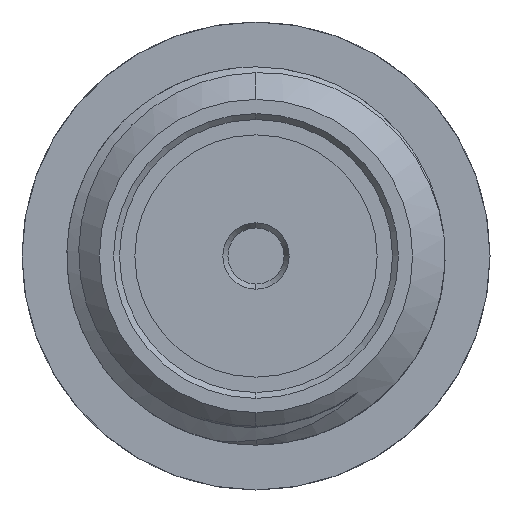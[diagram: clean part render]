
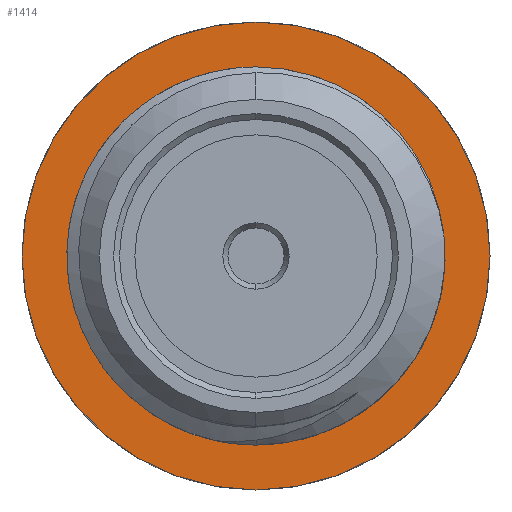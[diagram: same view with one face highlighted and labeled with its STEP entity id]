
A CAD part, left-side view. The second image highlights one B-rep face of the part: STEP entity #1414.
In plain terms, the highlighted planar face has unit normal (-1, 0, 0).
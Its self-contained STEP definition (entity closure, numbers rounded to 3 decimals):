
#100 = CIRCLE ( 'NONE', #3712, 3.96 ) ;
#215 = VERTEX_POINT ( 'NONE', #2371 ) ;
#347 = CARTESIAN_POINT ( 'NONE',  ( 8.02, 0., 3.96 ) ) ;
#435 = EDGE_CURVE ( 'NONE', #2332, #3607, #1766, .T. ) ;
#469 = VERTEX_POINT ( 'NONE', #568 ) ;
#568 = CARTESIAN_POINT ( 'NONE',  ( 8.02, 0., 2.65 ) ) ;
#598 = CARTESIAN_POINT ( 'NONE',  ( 8.02, 0., 0. ) ) ;
#614 = DIRECTION ( 'NONE',  ( -1., 0., 0. ) ) ;
#631 = DIRECTION ( 'NONE',  ( 0., 0., 1. ) ) ;
#752 = ORIENTED_EDGE ( 'NONE', *, *, #2655, .F. ) ;
#912 = CARTESIAN_POINT ( 'NONE',  ( 8.02, 0., 0. ) ) ;
#971 = ORIENTED_EDGE ( 'NONE', *, *, #2511, .F. ) ;
#1214 = DIRECTION ( 'NONE',  ( 0., 0., 1. ) ) ;
#1224 = AXIS2_PLACEMENT_3D ( 'NONE', #912, #3012, #1214 ) ;
#1226 = CARTESIAN_POINT ( 'NONE',  ( 8.02, 0., 0. ) ) ;
#1228 = AXIS2_PLACEMENT_3D ( 'NONE', #1721, #2621, #2634 ) ;
#1229 = AXIS2_PLACEMENT_3D ( 'NONE', #598, #614, #631 ) ;
#1230 = EDGE_CURVE ( 'NONE', #3607, #2332, #100, .T. ) ;
#1251 = DIRECTION ( 'NONE',  ( -1., 0., 0. ) ) ;
#1261 = DIRECTION ( 'NONE',  ( 0., 0., 1. ) ) ;
#1272 = CARTESIAN_POINT ( 'NONE',  ( 8.02, 0., 0. ) ) ;
#1380 = FACE_OUTER_BOUND ( 'NONE', #1818, .T. ) ;
#1414 = ADVANCED_FACE ( 'NONE', ( #1380, #2208 ), #2554, .T. ) ;
#1587 = DIRECTION ( 'NONE',  ( 0., 0., 1. ) ) ;
#1721 = CARTESIAN_POINT ( 'NONE',  ( 8.02, 0., 0. ) ) ;
#1766 = CIRCLE ( 'NONE', #1229, 3.96 ) ;
#1818 = EDGE_LOOP ( 'NONE', ( #1833, #3520 ) ) ;
#1833 = ORIENTED_EDGE ( 'NONE', *, *, #1230, .T. ) ;
#2043 = EDGE_LOOP ( 'NONE', ( #752, #971 ) ) ;
#2208 = FACE_BOUND ( 'NONE', #2043, .T. ) ;
#2332 = VERTEX_POINT ( 'NONE', #2941 ) ;
#2371 = CARTESIAN_POINT ( 'NONE',  ( 8.02, 0., -2.65 ) ) ;
#2511 = EDGE_CURVE ( 'NONE', #215, #469, #2924, .T. ) ;
#2554 = PLANE ( 'NONE',  #1228 ) ;
#2621 = DIRECTION ( 'NONE',  ( -1., 0., 0. ) ) ;
#2634 = DIRECTION ( 'NONE',  ( 0., 0., 1. ) ) ;
#2655 = EDGE_CURVE ( 'NONE', #469, #215, #3965, .T. ) ;
#2833 = AXIS2_PLACEMENT_3D ( 'NONE', #1272, #3388, #1587 ) ;
#2924 = CIRCLE ( 'NONE', #1224, 2.65 ) ;
#2941 = CARTESIAN_POINT ( 'NONE',  ( 8.02, 0., -3.96 ) ) ;
#3012 = DIRECTION ( 'NONE',  ( -1., 0., 0. ) ) ;
#3388 = DIRECTION ( 'NONE',  ( -1., 0., 0. ) ) ;
#3520 = ORIENTED_EDGE ( 'NONE', *, *, #435, .T. ) ;
#3607 = VERTEX_POINT ( 'NONE', #347 ) ;
#3712 = AXIS2_PLACEMENT_3D ( 'NONE', #1226, #1251, #1261 ) ;
#3965 = CIRCLE ( 'NONE', #2833, 2.65 ) ;
